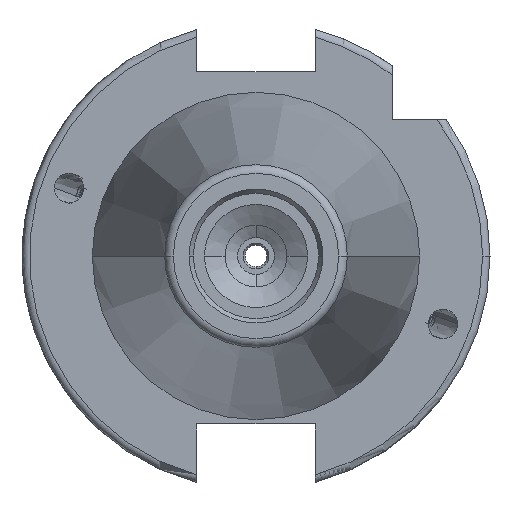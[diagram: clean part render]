
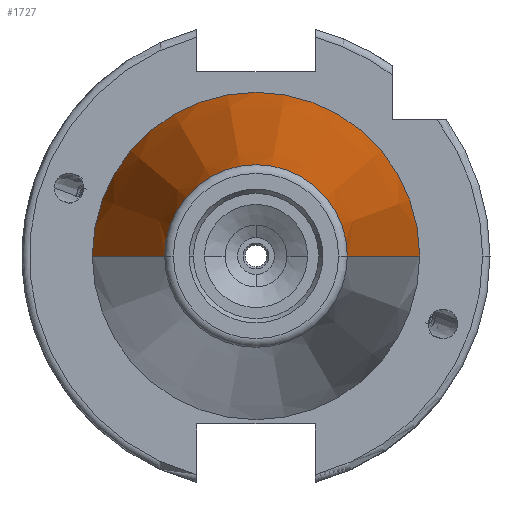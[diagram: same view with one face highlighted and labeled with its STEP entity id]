
A CAD part, left-side view. The second image highlights one B-rep face of the part: STEP entity #1727.
In plain terms, the highlighted conical face has half-angle 8.297 degrees and reference radius 22.225 mm.
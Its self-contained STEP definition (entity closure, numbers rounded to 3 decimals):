
#176 = EDGE_CURVE ( 'NONE', #2694, #4328, #5953, .T. ) ;
#361 = CARTESIAN_POINT ( 'NONE',  ( 0., 0., 0. ) ) ;
#497 = DIRECTION ( 'NONE',  ( 0., -1., 0. ) ) ;
#672 = EDGE_CURVE ( 'NONE', #2694, #4162, #6274, .T. ) ;
#747 = CARTESIAN_POINT ( 'NONE',  ( 0., 22.225, 0. ) ) ;
#955 = VECTOR ( 'NONE', #4175, 1000. ) ;
#956 = VECTOR ( 'NONE', #3547, 1000. ) ;
#1051 = EDGE_CURVE ( 'NONE', #4328, #6223, #2930, .T. ) ;
#1169 = ORIENTED_EDGE ( 'NONE', *, *, #1051, .T. ) ;
#1659 = CARTESIAN_POINT ( 'NONE',  ( -67.373, 12.4, 0. ) ) ;
#1727 = ADVANCED_FACE ( 'NONE', ( #3246 ), #2777, .T. ) ;
#1822 = CARTESIAN_POINT ( 'NONE',  ( 0., 22.225, 0. ) ) ;
#1866 = AXIS2_PLACEMENT_3D ( 'NONE', #5752, #5722, #5661 ) ;
#1957 = DIRECTION ( 'NONE',  ( -1., 0., 0. ) ) ;
#2126 = AXIS2_PLACEMENT_3D ( 'NONE', #361, #3307, #4343 ) ;
#2252 = LINE ( 'NONE', #747, #955 ) ;
#2456 = CARTESIAN_POINT ( 'NONE',  ( -67.373, 0., 0. ) ) ;
#2694 = VERTEX_POINT ( 'NONE', #3125 ) ;
#2777 = CONICAL_SURFACE ( 'NONE', #2126, 22.225, 0.145 ) ;
#2918 = ORIENTED_EDGE ( 'NONE', *, *, #6056, .F. ) ;
#2930 = CIRCLE ( 'NONE', #1866, 22.225 ) ;
#3125 = CARTESIAN_POINT ( 'NONE',  ( -67.373, -12.4, 0. ) ) ;
#3246 = FACE_OUTER_BOUND ( 'NONE', #6214, .T. ) ;
#3307 = DIRECTION ( 'NONE',  ( 1., 0., 0. ) ) ;
#3440 = AXIS2_PLACEMENT_3D ( 'NONE', #2456, #1957, #497 ) ;
#3547 = DIRECTION ( 'NONE',  ( 0.99, -0.144, 0. ) ) ;
#3573 = CARTESIAN_POINT ( 'NONE',  ( 0., -22.225, 0. ) ) ;
#3669 = CARTESIAN_POINT ( 'NONE',  ( 0., -22.225, 0. ) ) ;
#4004 = ORIENTED_EDGE ( 'NONE', *, *, #672, .F. ) ;
#4162 = VERTEX_POINT ( 'NONE', #1659 ) ;
#4175 = DIRECTION ( 'NONE',  ( 0.99, 0.144, 0. ) ) ;
#4328 = VERTEX_POINT ( 'NONE', #3573 ) ;
#4343 = DIRECTION ( 'NONE',  ( 0., 1., 0. ) ) ;
#4829 = ORIENTED_EDGE ( 'NONE', *, *, #176, .T. ) ;
#5661 = DIRECTION ( 'NONE',  ( 0., -1., 0. ) ) ;
#5722 = DIRECTION ( 'NONE',  ( -1., 0., 0. ) ) ;
#5752 = CARTESIAN_POINT ( 'NONE',  ( 0., 0., 0. ) ) ;
#5953 = LINE ( 'NONE', #3669, #956 ) ;
#6056 = EDGE_CURVE ( 'NONE', #4162, #6223, #2252, .T. ) ;
#6214 = EDGE_LOOP ( 'NONE', ( #4004, #4829, #1169, #2918 ) ) ;
#6223 = VERTEX_POINT ( 'NONE', #1822 ) ;
#6274 = CIRCLE ( 'NONE', #3440, 12.4 ) ;
